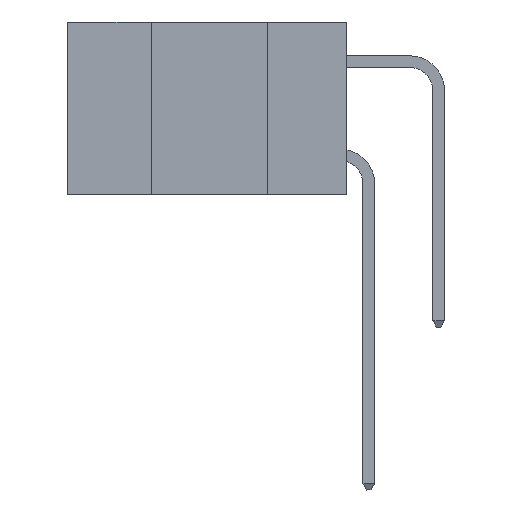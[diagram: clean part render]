
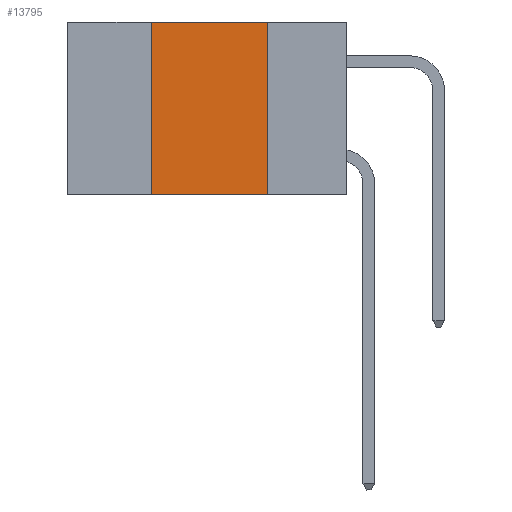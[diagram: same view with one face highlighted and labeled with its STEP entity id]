
A CAD part, left-side view. The second image highlights one B-rep face of the part: STEP entity #13795.
In plain terms, the highlighted planar face has unit normal (-1, 0, 0).
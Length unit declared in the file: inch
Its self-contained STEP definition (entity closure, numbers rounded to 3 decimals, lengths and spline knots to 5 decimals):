
#537 = VERTEX_POINT ( 'NONE', #4770 ) ;
#922 = LINE ( 'NONE', #2554, #20631 ) ;
#1570 = PLANE ( 'NONE',  #13199 ) ;
#2550 = VERTEX_POINT ( 'NONE', #14457 ) ;
#2554 = CARTESIAN_POINT ( 'NONE',  ( 0., 0.17, 0. ) ) ;
#2755 = FACE_OUTER_BOUND ( 'NONE', #22140, .T. ) ;
#3545 = DIRECTION ( 'NONE',  ( 0., 0., -1. ) ) ;
#3573 = CARTESIAN_POINT ( 'NONE',  ( 0., 0.42, 0. ) ) ;
#4770 = CARTESIAN_POINT ( 'NONE',  ( 0., 0.42, 0. ) ) ;
#4977 = CARTESIAN_POINT ( 'NONE',  ( 0., 0.17, 0. ) ) ;
#5284 = VERTEX_POINT ( 'NONE', #4977 ) ;
#5561 = DIRECTION ( 'NONE',  ( 0., 0., 1. ) ) ;
#6061 = CARTESIAN_POINT ( 'NONE',  ( 0., 0.6, 0. ) ) ;
#6341 = EDGE_CURVE ( 'NONE', #5284, #19673, #922, .T. ) ;
#7446 = CARTESIAN_POINT ( 'NONE',  ( 0., 0.6, 0. ) ) ;
#7752 = ORIENTED_EDGE ( 'NONE', *, *, #6341, .F. ) ;
#8004 = ORIENTED_EDGE ( 'NONE', *, *, #10910, .F. ) ;
#8157 = ORIENTED_EDGE ( 'NONE', *, *, #8986, .F. ) ;
#8205 = ORIENTED_EDGE ( 'NONE', *, *, #10283, .T. ) ;
#8459 = VECTOR ( 'NONE', #13882, 39.37008 ) ;
#8986 = EDGE_CURVE ( 'NONE', #2550, #537, #12479, .T. ) ;
#9050 = LINE ( 'NONE', #6061, #8459 ) ;
#9975 = DIRECTION ( 'NONE',  ( 0., -1., 0. ) ) ;
#10283 = EDGE_CURVE ( 'NONE', #2550, #19673, #12151, .T. ) ;
#10910 = EDGE_CURVE ( 'NONE', #537, #5284, #9050, .T. ) ;
#12151 = LINE ( 'NONE', #15797, #16725 ) ;
#12479 = LINE ( 'NONE', #3573, #17070 ) ;
#13199 = AXIS2_PLACEMENT_3D ( 'NONE', #7446, #15296, #3545 ) ;
#13795 = ADVANCED_FACE ( 'NONE', ( #2755 ), #1570, .F. ) ;
#13882 = DIRECTION ( 'NONE',  ( 0., -1., 0. ) ) ;
#14457 = CARTESIAN_POINT ( 'NONE',  ( 0., 0.42, -0.37 ) ) ;
#15296 = DIRECTION ( 'NONE',  ( 1., 0., 0. ) ) ;
#15634 = CARTESIAN_POINT ( 'NONE',  ( 0., 0.17, -0.37 ) ) ;
#15797 = CARTESIAN_POINT ( 'NONE',  ( 0., 0.6, -0.37 ) ) ;
#16725 = VECTOR ( 'NONE', #9975, 39.37008 ) ;
#17070 = VECTOR ( 'NONE', #5561, 39.37008 ) ;
#19673 = VERTEX_POINT ( 'NONE', #15634 ) ;
#20255 = DIRECTION ( 'NONE',  ( 0., 0., -1. ) ) ;
#20631 = VECTOR ( 'NONE', #20255, 39.37008 ) ;
#22140 = EDGE_LOOP ( 'NONE', ( #7752, #8004, #8157, #8205 ) ) ;
